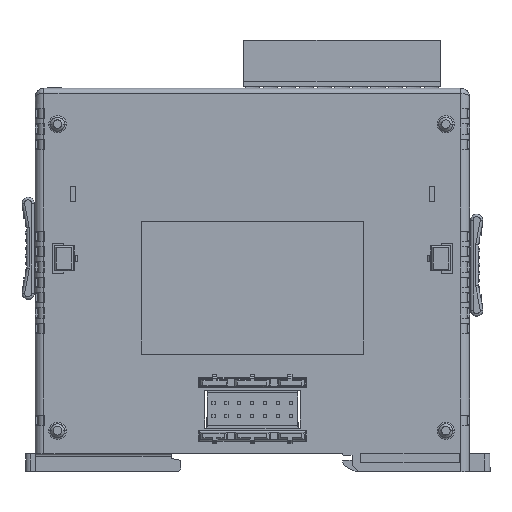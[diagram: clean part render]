
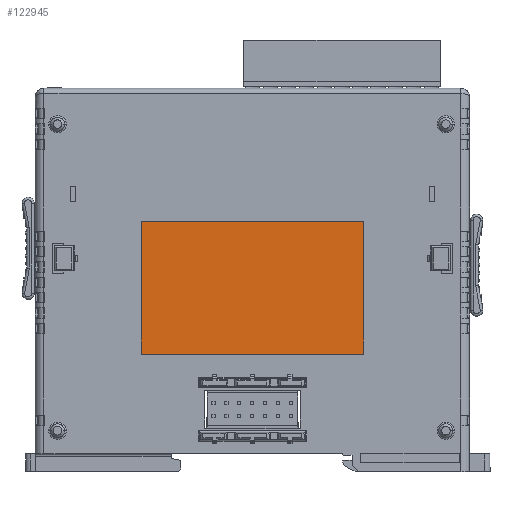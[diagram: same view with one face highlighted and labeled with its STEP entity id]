
A CAD part, left-side view. The second image highlights one B-rep face of the part: STEP entity #122945.
In plain terms, the highlighted planar face has unit normal (-1, 0, 0).
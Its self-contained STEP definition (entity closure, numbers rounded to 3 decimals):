
#1171 = DIRECTION ( 'NONE',  ( 0., -1., 0. ) ) ;
#2067 = PLANE ( 'NONE',  #67045 ) ;
#3000 = DIRECTION ( 'NONE',  ( -1., 0., 0. ) ) ;
#3471 = ORIENTED_EDGE ( 'NONE', *, *, #57065, .T. ) ;
#6019 = CIRCLE ( 'NONE', #11994, 0.2 ) ;
#8081 = DIRECTION ( 'NONE',  ( -1., 0., 0. ) ) ;
#8436 = VERTEX_POINT ( 'NONE', #88485 ) ;
#9700 = AXIS2_PLACEMENT_3D ( 'NONE', #140139, #57506, #153883 ) ;
#11994 = AXIS2_PLACEMENT_3D ( 'NONE', #85478, #3000, #99283 ) ;
#16658 = EDGE_CURVE ( 'NONE', #88684, #46576, #29871, .T. ) ;
#23463 = DIRECTION ( 'NONE',  ( -1., 0., 0. ) ) ;
#23904 = CARTESIAN_POINT ( 'NONE',  ( 83., -9.714, -75.386 ) ) ;
#25823 = EDGE_CURVE ( 'NONE', #163623, #88684, #159222, .T. ) ;
#28155 = LINE ( 'NONE', #166135, #133987 ) ;
#29711 = LINE ( 'NONE', #52602, #34097 ) ;
#29871 = LINE ( 'NONE', #113926, #135672 ) ;
#34097 = VECTOR ( 'NONE', #108086, 1000. ) ;
#35169 = EDGE_CURVE ( 'NONE', #152765, #163623, #28155, .T. ) ;
#36088 = ORIENTED_EDGE ( 'NONE', *, *, #35169, .T. ) ;
#37258 = ORIENTED_EDGE ( 'NONE', *, *, #155248, .T. ) ;
#38139 = AXIS2_PLACEMENT_3D ( 'NONE', #90592, #8081, #104515 ) ;
#38603 = EDGE_CURVE ( 'NONE', #128004, #158552, #93235, .T. ) ;
#46576 = VERTEX_POINT ( 'NONE', #142712 ) ;
#51676 = DIRECTION ( 'NONE',  ( 0., 0., -1. ) ) ;
#52602 = CARTESIAN_POINT ( 'NONE',  ( 83., 10.986, -36.386 ) ) ;
#57065 = EDGE_CURVE ( 'NONE', #8436, #128004, #29711, .T. ) ;
#57506 = DIRECTION ( 'NONE',  ( -1., 0., 0. ) ) ;
#62759 = ORIENTED_EDGE ( 'NONE', *, *, #66335, .T. ) ;
#66335 = EDGE_CURVE ( 'NONE', #46576, #8436, #125047, .T. ) ;
#67045 = AXIS2_PLACEMENT_3D ( 'NONE', #153862, #71349, #167590 ) ;
#71349 = DIRECTION ( 'NONE',  ( 1., 0., 0. ) ) ;
#72885 = VERTEX_POINT ( 'NONE', #169768 ) ;
#74863 = AXIS2_PLACEMENT_3D ( 'NONE', #106135, #23463, #120026 ) ;
#79948 = ORIENTED_EDGE ( 'NONE', *, *, #38603, .T. ) ;
#85478 = CARTESIAN_POINT ( 'NONE',  ( 83., -9.914, -62.186 ) ) ;
#88180 = EDGE_CURVE ( 'NONE', #158552, #72885, #96054, .T. ) ;
#88485 = CARTESIAN_POINT ( 'NONE',  ( 83., -53.114, -36.386 ) ) ;
#88684 = VERTEX_POINT ( 'NONE', #117288 ) ;
#90592 = CARTESIAN_POINT ( 'NONE',  ( 83., -9.914, -36.586 ) ) ;
#91170 = CARTESIAN_POINT ( 'NONE',  ( 83., -9.714, -36.586 ) ) ;
#93235 = CIRCLE ( 'NONE', #38139, 0.2 ) ;
#93831 = ORIENTED_EDGE ( 'NONE', *, *, #25823, .T. ) ;
#96054 = LINE ( 'NONE', #23904, #165055 ) ;
#96317 = CARTESIAN_POINT ( 'NONE',  ( 83., -9.914, -62.386 ) ) ;
#96586 = CARTESIAN_POINT ( 'NONE',  ( 83., -53.114, -62.386 ) ) ;
#99283 = DIRECTION ( 'NONE',  ( 0., -1., 0. ) ) ;
#104515 = DIRECTION ( 'NONE',  ( 0., -1., 0. ) ) ;
#106135 = CARTESIAN_POINT ( 'NONE',  ( 83., -53.114, -62.186 ) ) ;
#108086 = DIRECTION ( 'NONE',  ( 0., 1., 0. ) ) ;
#113656 = CARTESIAN_POINT ( 'NONE',  ( 83., -9.914, -36.386 ) ) ;
#113926 = CARTESIAN_POINT ( 'NONE',  ( 83., -53.314, -75.386 ) ) ;
#117288 = CARTESIAN_POINT ( 'NONE',  ( 83., -53.314, -62.186 ) ) ;
#120026 = DIRECTION ( 'NONE',  ( 0., -1., 0. ) ) ;
#121246 = ORIENTED_EDGE ( 'NONE', *, *, #88180, .T. ) ;
#122945 = ADVANCED_FACE ( 'NONE', ( #146588 ), #2067, .F. ) ;
#125047 = CIRCLE ( 'NONE', #9700, 0.2 ) ;
#127912 = DIRECTION ( 'NONE',  ( 0., 0., 1. ) ) ;
#128004 = VERTEX_POINT ( 'NONE', #113656 ) ;
#133987 = VECTOR ( 'NONE', #1171, 1000. ) ;
#135672 = VECTOR ( 'NONE', #127912, 1000. ) ;
#138041 = ORIENTED_EDGE ( 'NONE', *, *, #16658, .T. ) ;
#140139 = CARTESIAN_POINT ( 'NONE',  ( 83., -53.114, -36.586 ) ) ;
#142712 = CARTESIAN_POINT ( 'NONE',  ( 83., -53.314, -36.586 ) ) ;
#146588 = FACE_OUTER_BOUND ( 'NONE', #151413, .T. ) ;
#151413 = EDGE_LOOP ( 'NONE', ( #37258, #36088, #93831, #138041, #62759, #3471, #79948, #121246 ) ) ;
#152765 = VERTEX_POINT ( 'NONE', #96317 ) ;
#153862 = CARTESIAN_POINT ( 'NONE',  ( 83., 10.986, -75.386 ) ) ;
#153883 = DIRECTION ( 'NONE',  ( 0., -1., 0. ) ) ;
#155248 = EDGE_CURVE ( 'NONE', #72885, #152765, #6019, .T. ) ;
#158552 = VERTEX_POINT ( 'NONE', #91170 ) ;
#159222 = CIRCLE ( 'NONE', #74863, 0.2 ) ;
#163623 = VERTEX_POINT ( 'NONE', #96586 ) ;
#165055 = VECTOR ( 'NONE', #51676, 1000. ) ;
#166135 = CARTESIAN_POINT ( 'NONE',  ( 83., 10.986, -62.386 ) ) ;
#167590 = DIRECTION ( 'NONE',  ( 0., 0., 1. ) ) ;
#169768 = CARTESIAN_POINT ( 'NONE',  ( 83., -9.714, -62.186 ) ) ;
